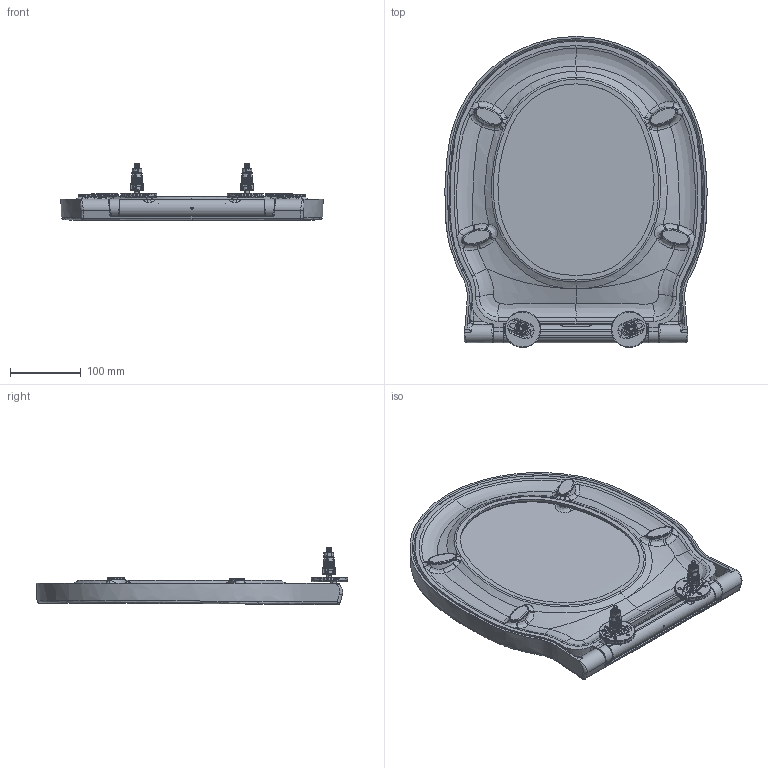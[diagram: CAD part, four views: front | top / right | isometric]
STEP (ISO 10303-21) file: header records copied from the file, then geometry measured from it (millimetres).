
FILE_DESCRIPTION((''),'2;1');
FILE_NAME('A369_ASM','2020-05-29T',('RD-16'),('Globeunion.com'),'PRO/ENGINEER BY PARAMETRIC TECHNOLOGY CORPORATION, 2011080','PRO/ENGINEER BY PARAMETRIC TECHNOLOGY CORPORATION, 2011080','');
FILE_SCHEMA(('CONFIG_CONTROL_DESIGN'));
Products named in the file (22): 1S369-00-EW; 1P160-01-0G; 1S369-00-EW_ASM; 1P333-00-OP; KUAIZHANG_ASM; 1P329-00-0P; 1M021; 1M232-00-00; 1MAAA-29_7; 1M257-01-00_ASM; 1P336-00-00; 1M045-00-00; 1M231-00-00; 1P076-00-0G; 1P077-A0-00; 1M016-00-00; HT446_ASM; HM016-2_ASM; 1C369-00-EW; 1P130-00-0G; 1C369-00-EW_ASM; A369_ASM
Assembly tree (26 placements, depth 5):
  A369_ASM
    1S369-00-EW_ASM
      1S369-00-EW
      1P160-01-0G  x4
    HM016-2_ASM
      1P333-00-OP
      KUAIZHANG_ASM
      1P329-00-0P
      1M021
      HT446_ASM  x2
        1M257-01-00_ASM
          1M232-00-00
          1MAAA-29_7
        1P336-00-00
        1M045-00-00
        1M231-00-00
        1P076-00-0G
        1P077-A0-00
        1M016-00-00
    1C369-00-EW_ASM
      1C369-00-EW
      1P130-00-0G  x2
Bounding box: 369.84 x 438.76 x 81.45 mm (x, y, z)
Volume: 1439154.3 mm3; surface area: 589357.2 mm2
Topology: 27 solids, 27 shells, 2675 faces, 6878 edges, 4306 vertices
Faces by surface type: bspline 690, cylinder 686, plane 674, cone 464, torus 142, sphere 10, extrusion 9
Entity records: 115388 total; most frequent: CARTESIAN_POINT 77377, ORIENTED_EDGE 8888, DIRECTION 6431, EDGE_CURVE 4444, VERTEX_POINT 2751, AXIS2_PLACEMENT_3D 2534, EDGE_LOOP 1835, B_SPLINE_CURVE_WITH_KNOTS 1805
